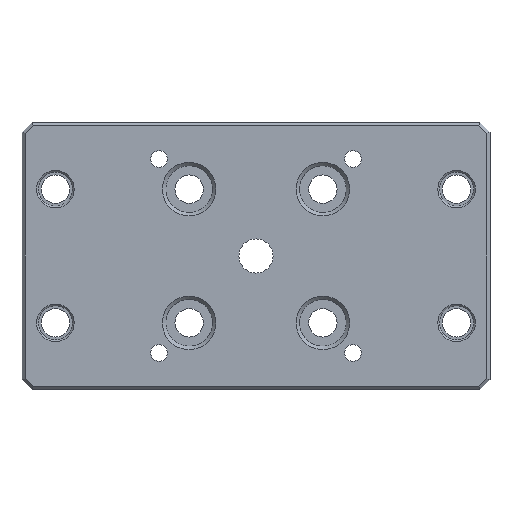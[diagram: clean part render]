
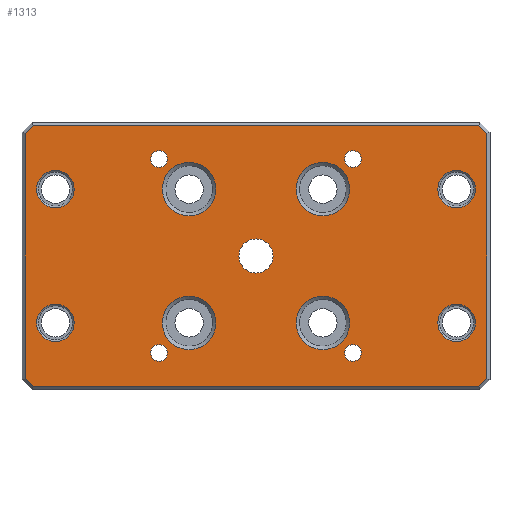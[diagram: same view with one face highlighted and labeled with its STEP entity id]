
A CAD part, front view. The second image highlights one B-rep face of the part: STEP entity #1313.
In plain terms, the highlighted planar face has unit normal (0, -1, 0).
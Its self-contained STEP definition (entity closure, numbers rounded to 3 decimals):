
#28=FACE_BOUND('',#275,.T.);
#29=FACE_BOUND('',#276,.T.);
#30=FACE_BOUND('',#277,.T.);
#31=FACE_BOUND('',#278,.T.);
#32=FACE_BOUND('',#279,.T.);
#33=FACE_BOUND('',#280,.T.);
#34=FACE_BOUND('',#281,.T.);
#35=FACE_BOUND('',#282,.T.);
#36=FACE_BOUND('',#283,.T.);
#37=FACE_BOUND('',#284,.T.);
#38=FACE_BOUND('',#285,.T.);
#39=FACE_BOUND('',#286,.T.);
#40=FACE_BOUND('',#287,.T.);
#58=PLANE('',#1488);
#174=FACE_OUTER_BOUND('',#274,.T.);
#274=EDGE_LOOP('',(#1102,#1103,#1104,#1105,#1106,#1107,#1108,#1109));
#275=EDGE_LOOP('',(#1110));
#276=EDGE_LOOP('',(#1111));
#277=EDGE_LOOP('',(#1112));
#278=EDGE_LOOP('',(#1113));
#279=EDGE_LOOP('',(#1114));
#280=EDGE_LOOP('',(#1115));
#281=EDGE_LOOP('',(#1116));
#282=EDGE_LOOP('',(#1117));
#283=EDGE_LOOP('',(#1118));
#284=EDGE_LOOP('',(#1119));
#285=EDGE_LOOP('',(#1120));
#286=EDGE_LOOP('',(#1121));
#287=EDGE_LOOP('',(#1122));
#397=LINE('',#2213,#498);
#398=LINE('',#2215,#499);
#399=LINE('',#2217,#500);
#400=LINE('',#2219,#501);
#401=LINE('',#2221,#502);
#402=LINE('',#2223,#503);
#403=LINE('',#2225,#504);
#404=LINE('',#2226,#505);
#498=VECTOR('',#1826,1000.);
#499=VECTOR('',#1827,1000.);
#500=VECTOR('',#1828,1000.);
#501=VECTOR('',#1829,1000.);
#502=VECTOR('',#1830,1000.);
#503=VECTOR('',#1831,1000.);
#504=VECTOR('',#1832,1000.);
#505=VECTOR('',#1833,1000.);
#555=CIRCLE('',#1382,5.6);
#557=CIRCLE('',#1385,5.6);
#559=CIRCLE('',#1388,5.6);
#561=CIRCLE('',#1391,5.6);
#563=CIRCLE('',#1394,8.);
#565=CIRCLE('',#1397,8.);
#567=CIRCLE('',#1400,8.);
#569=CIRCLE('',#1403,8.);
#579=CIRCLE('',#1418,5.1);
#581=CIRCLE('',#1421,2.5);
#583=CIRCLE('',#1424,2.5);
#585=CIRCLE('',#1427,2.5);
#587=CIRCLE('',#1430,2.5);
#629=VERTEX_POINT('',#1982);
#631=VERTEX_POINT('',#1988);
#633=VERTEX_POINT('',#1994);
#635=VERTEX_POINT('',#2000);
#637=VERTEX_POINT('',#2006);
#639=VERTEX_POINT('',#2012);
#641=VERTEX_POINT('',#2018);
#643=VERTEX_POINT('',#2024);
#653=VERTEX_POINT('',#2054);
#655=VERTEX_POINT('',#2060);
#657=VERTEX_POINT('',#2066);
#659=VERTEX_POINT('',#2072);
#661=VERTEX_POINT('',#2078);
#702=VERTEX_POINT('',#2211);
#703=VERTEX_POINT('',#2212);
#704=VERTEX_POINT('',#2214);
#705=VERTEX_POINT('',#2216);
#706=VERTEX_POINT('',#2218);
#707=VERTEX_POINT('',#2220);
#708=VERTEX_POINT('',#2222);
#709=VERTEX_POINT('',#2224);
#740=EDGE_CURVE('',#629,#629,#555,.T.);
#743=EDGE_CURVE('',#631,#631,#557,.T.);
#746=EDGE_CURVE('',#633,#633,#559,.T.);
#749=EDGE_CURVE('',#635,#635,#561,.T.);
#752=EDGE_CURVE('',#637,#637,#563,.T.);
#755=EDGE_CURVE('',#639,#639,#565,.T.);
#758=EDGE_CURVE('',#641,#641,#567,.T.);
#761=EDGE_CURVE('',#643,#643,#569,.T.);
#776=EDGE_CURVE('',#653,#653,#579,.T.);
#779=EDGE_CURVE('',#655,#655,#581,.T.);
#782=EDGE_CURVE('',#657,#657,#583,.T.);
#785=EDGE_CURVE('',#659,#659,#585,.T.);
#788=EDGE_CURVE('',#661,#661,#587,.T.);
#853=EDGE_CURVE('',#702,#703,#397,.T.);
#854=EDGE_CURVE('',#703,#704,#398,.T.);
#855=EDGE_CURVE('',#704,#705,#399,.T.);
#856=EDGE_CURVE('',#705,#706,#400,.T.);
#857=EDGE_CURVE('',#706,#707,#401,.T.);
#858=EDGE_CURVE('',#707,#708,#402,.T.);
#859=EDGE_CURVE('',#708,#709,#403,.T.);
#860=EDGE_CURVE('',#709,#702,#404,.T.);
#1102=ORIENTED_EDGE('',*,*,#853,.T.);
#1103=ORIENTED_EDGE('',*,*,#854,.T.);
#1104=ORIENTED_EDGE('',*,*,#855,.T.);
#1105=ORIENTED_EDGE('',*,*,#856,.T.);
#1106=ORIENTED_EDGE('',*,*,#857,.T.);
#1107=ORIENTED_EDGE('',*,*,#858,.T.);
#1108=ORIENTED_EDGE('',*,*,#859,.T.);
#1109=ORIENTED_EDGE('',*,*,#860,.T.);
#1110=ORIENTED_EDGE('',*,*,#776,.F.);
#1111=ORIENTED_EDGE('',*,*,#779,.F.);
#1112=ORIENTED_EDGE('',*,*,#782,.F.);
#1113=ORIENTED_EDGE('',*,*,#785,.F.);
#1114=ORIENTED_EDGE('',*,*,#788,.F.);
#1115=ORIENTED_EDGE('',*,*,#749,.T.);
#1116=ORIENTED_EDGE('',*,*,#746,.T.);
#1117=ORIENTED_EDGE('',*,*,#743,.T.);
#1118=ORIENTED_EDGE('',*,*,#740,.T.);
#1119=ORIENTED_EDGE('',*,*,#761,.T.);
#1120=ORIENTED_EDGE('',*,*,#758,.T.);
#1121=ORIENTED_EDGE('',*,*,#755,.T.);
#1122=ORIENTED_EDGE('',*,*,#752,.T.);
#1313=ADVANCED_FACE('',(#174,#28,#29,#30,#31,#32,#33,#34,#35,#36,#37,#38,
#39,#40),#58,.F.);
#1382=AXIS2_PLACEMENT_3D('',#1984,#1564,#1565);
#1385=AXIS2_PLACEMENT_3D('',#1990,#1571,#1572);
#1388=AXIS2_PLACEMENT_3D('',#1996,#1578,#1579);
#1391=AXIS2_PLACEMENT_3D('',#2002,#1585,#1586);
#1394=AXIS2_PLACEMENT_3D('',#2008,#1592,#1593);
#1397=AXIS2_PLACEMENT_3D('',#2014,#1599,#1600);
#1400=AXIS2_PLACEMENT_3D('',#2020,#1606,#1607);
#1403=AXIS2_PLACEMENT_3D('',#2026,#1613,#1614);
#1418=AXIS2_PLACEMENT_3D('',#2056,#1648,#1649);
#1421=AXIS2_PLACEMENT_3D('',#2062,#1655,#1656);
#1424=AXIS2_PLACEMENT_3D('',#2068,#1662,#1663);
#1427=AXIS2_PLACEMENT_3D('',#2074,#1669,#1670);
#1430=AXIS2_PLACEMENT_3D('',#2080,#1676,#1677);
#1488=AXIS2_PLACEMENT_3D('',#2210,#1824,#1825);
#1564=DIRECTION('center_axis',(0.,1.,0.));
#1565=DIRECTION('ref_axis',(0.,0.,1.));
#1571=DIRECTION('center_axis',(0.,1.,0.));
#1572=DIRECTION('ref_axis',(0.,0.,1.));
#1578=DIRECTION('center_axis',(0.,1.,0.));
#1579=DIRECTION('ref_axis',(0.,0.,1.));
#1585=DIRECTION('center_axis',(0.,1.,0.));
#1586=DIRECTION('ref_axis',(0.,0.,1.));
#1592=DIRECTION('center_axis',(0.,1.,0.));
#1593=DIRECTION('ref_axis',(0.,0.,1.));
#1599=DIRECTION('center_axis',(0.,1.,0.));
#1600=DIRECTION('ref_axis',(0.,0.,1.));
#1606=DIRECTION('center_axis',(0.,1.,0.));
#1607=DIRECTION('ref_axis',(0.,0.,1.));
#1613=DIRECTION('center_axis',(0.,1.,0.));
#1614=DIRECTION('ref_axis',(0.,0.,1.));
#1648=DIRECTION('center_axis',(0.,-1.,0.));
#1649=DIRECTION('ref_axis',(0.,0.,-1.));
#1655=DIRECTION('center_axis',(0.,-1.,0.));
#1656=DIRECTION('ref_axis',(0.,0.,-1.));
#1662=DIRECTION('center_axis',(0.,-1.,0.));
#1663=DIRECTION('ref_axis',(0.,0.,-1.));
#1669=DIRECTION('center_axis',(0.,-1.,0.));
#1670=DIRECTION('ref_axis',(0.,0.,-1.));
#1676=DIRECTION('center_axis',(0.,-1.,0.));
#1677=DIRECTION('ref_axis',(0.,0.,-1.));
#1824=DIRECTION('center_axis',(0.,1.,0.));
#1825=DIRECTION('ref_axis',(0.,0.,1.));
#1826=DIRECTION('',(1.,0.,0.));
#1827=DIRECTION('',(0.707,0.,0.707));
#1828=DIRECTION('',(0.,0.,1.));
#1829=DIRECTION('',(-0.707,0.,0.707));
#1830=DIRECTION('',(-1.,0.,0.));
#1831=DIRECTION('',(-0.707,0.,-0.707));
#1832=DIRECTION('',(0.,0.,-1.));
#1833=DIRECTION('',(0.707,0.,-0.707));
#1982=CARTESIAN_POINT('',(60.,0.,25.6));
#1984=CARTESIAN_POINT('Origin',(60.,0.,20.));
#1988=CARTESIAN_POINT('',(60.,0.,-14.4));
#1990=CARTESIAN_POINT('Origin',(60.,0.,-20.));
#1994=CARTESIAN_POINT('',(-60.,0.,25.6));
#1996=CARTESIAN_POINT('Origin',(-60.,0.,20.));
#2000=CARTESIAN_POINT('',(-60.,0.,-14.4));
#2002=CARTESIAN_POINT('Origin',(-60.,0.,-20.));
#2006=CARTESIAN_POINT('',(20.,0.,-12.));
#2008=CARTESIAN_POINT('Origin',(20.,0.,-20.));
#2012=CARTESIAN_POINT('',(-20.,0.,-12.));
#2014=CARTESIAN_POINT('Origin',(-20.,0.,-20.));
#2018=CARTESIAN_POINT('',(-20.,0.,28.));
#2020=CARTESIAN_POINT('Origin',(-20.,0.,20.));
#2024=CARTESIAN_POINT('',(20.,0.,28.));
#2026=CARTESIAN_POINT('Origin',(20.,0.,20.));
#2054=CARTESIAN_POINT('',(0.,0.,5.1));
#2056=CARTESIAN_POINT('Origin',(0.,0.,0.));
#2060=CARTESIAN_POINT('',(29.,0.,-26.5));
#2062=CARTESIAN_POINT('Origin',(29.,0.,-29.));
#2066=CARTESIAN_POINT('',(-29.,0.,-26.5));
#2068=CARTESIAN_POINT('Origin',(-29.,0.,-29.));
#2072=CARTESIAN_POINT('',(29.,0.,31.5));
#2074=CARTESIAN_POINT('Origin',(29.,0.,29.));
#2078=CARTESIAN_POINT('',(-29.,0.,31.5));
#2080=CARTESIAN_POINT('Origin',(-29.,0.,
29.));
#2210=CARTESIAN_POINT('Origin',(0.,0.,0.));
#2211=CARTESIAN_POINT('',(-66.586,0.,-39.));
#2212=CARTESIAN_POINT('',(66.586,0.,-39.));
#2213=CARTESIAN_POINT('',(0.,0.,-39.));
#2214=CARTESIAN_POINT('',(69.,0.,-36.586));
#2215=CARTESIAN_POINT('',(69.293,0.,-36.293));
#2216=CARTESIAN_POINT('',(69.,0.,36.586));
#2217=CARTESIAN_POINT('',(69.,0.,0.));
#2218=CARTESIAN_POINT('',(66.586,0.,39.));
#2219=CARTESIAN_POINT('',(66.293,0.,39.293));
#2220=CARTESIAN_POINT('',(-66.586,0.,39.));
#2221=CARTESIAN_POINT('',(0.,0.,39.));
#2222=CARTESIAN_POINT('',(-69.,0.,36.586));
#2223=CARTESIAN_POINT('',(-69.293,0.,36.293));
#2224=CARTESIAN_POINT('',(-69.,0.,-36.586));
#2225=CARTESIAN_POINT('',(-69.,0.,0.));
#2226=CARTESIAN_POINT('',(-66.293,0.,-39.293));
